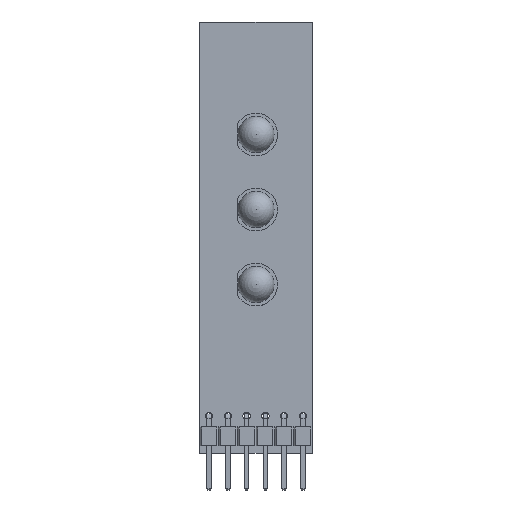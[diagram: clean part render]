
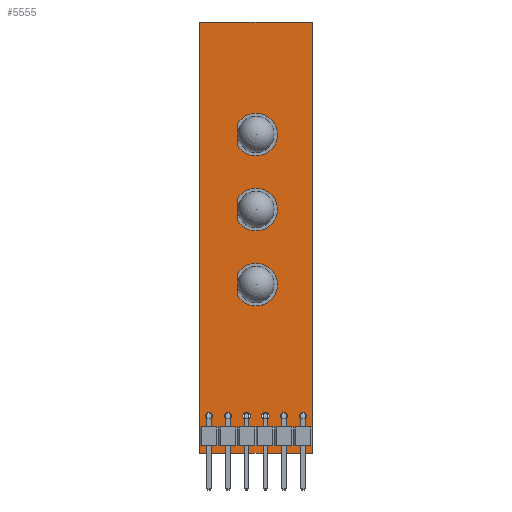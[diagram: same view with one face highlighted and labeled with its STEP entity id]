
A CAD part, top view. The second image highlights one B-rep face of the part: STEP entity #5555.
In plain terms, the highlighted planar face has unit normal (0, 0, 1).
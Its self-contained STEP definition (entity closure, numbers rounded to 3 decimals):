
#5311 = VERTEX_POINT('',#5312);
#5312 = CARTESIAN_POINT('',(15.24,0.,1.6));
#5318 = EDGE_CURVE('',#5311,#5319,#5321,.T.);
#5319 = VERTEX_POINT('',#5320);
#5320 = CARTESIAN_POINT('',(0.,0.,1.6));
#5321 = LINE('',#5322,#5323);
#5322 = CARTESIAN_POINT('',(15.24,0.,1.6));
#5323 = VECTOR('',#5324,1.);
#5324 = DIRECTION('',(-1.,0.,0.));
#5351 = VERTEX_POINT('',#5352);
#5352 = CARTESIAN_POINT('',(15.24,58.42,1.6));
#5358 = EDGE_CURVE('',#5351,#5311,#5359,.T.);
#5359 = LINE('',#5360,#5361);
#5360 = CARTESIAN_POINT('',(15.24,58.42,1.6));
#5361 = VECTOR('',#5362,1.);
#5362 = DIRECTION('',(0.,-1.,0.));
#5380 = EDGE_CURVE('',#5319,#5381,#5383,.T.);
#5381 = VERTEX_POINT('',#5382);
#5382 = CARTESIAN_POINT('',(0.,58.42,1.6));
#5383 = LINE('',#5384,#5385);
#5384 = CARTESIAN_POINT('',(0.,0.,1.6));
#5385 = VECTOR('',#5386,1.);
#5386 = DIRECTION('',(0.,1.,0.));
#5555 = ADVANCED_FACE('',(#5556,#5567,#5578,#5589,#5600,#5611,#5622,
    #5633,#5644,#5655,#5666,#5677,#5688),#5699,.T.);
#5556 = FACE_BOUND('',#5557,.T.);
#5557 = EDGE_LOOP('',(#5558,#5559,#5560,#5566));
#5558 = ORIENTED_EDGE('',*,*,#5318,.F.);
#5559 = ORIENTED_EDGE('',*,*,#5358,.F.);
#5560 = ORIENTED_EDGE('',*,*,#5561,.F.);
#5561 = EDGE_CURVE('',#5381,#5351,#5562,.T.);
#5562 = LINE('',#5563,#5564);
#5563 = CARTESIAN_POINT('',(0.,58.42,1.6));
#5564 = VECTOR('',#5565,1.);
#5565 = DIRECTION('',(1.,0.,0.));
#5566 = ORIENTED_EDGE('',*,*,#5380,.F.);
#5567 = FACE_BOUND('',#5568,.T.);
#5568 = EDGE_LOOP('',(#5569));
#5569 = ORIENTED_EDGE('',*,*,#5570,.T.);
#5570 = EDGE_CURVE('',#5571,#5571,#5573,.T.);
#5571 = VERTEX_POINT('',#5572);
#5572 = CARTESIAN_POINT('',(1.27,4.58,1.6));
#5573 = CIRCLE('',#5574,0.5);
#5574 = AXIS2_PLACEMENT_3D('',#5575,#5576,#5577);
#5575 = CARTESIAN_POINT('',(1.27,5.08,1.6));
#5576 = DIRECTION('',(-0.,0.,-1.));
#5577 = DIRECTION('',(-0.,-1.,0.));
#5578 = FACE_BOUND('',#5579,.T.);
#5579 = EDGE_LOOP('',(#5580));
#5580 = ORIENTED_EDGE('',*,*,#5581,.T.);
#5581 = EDGE_CURVE('',#5582,#5582,#5584,.T.);
#5582 = VERTEX_POINT('',#5583);
#5583 = CARTESIAN_POINT('',(3.81,4.58,1.6));
#5584 = CIRCLE('',#5585,0.5);
#5585 = AXIS2_PLACEMENT_3D('',#5586,#5587,#5588);
#5586 = CARTESIAN_POINT('',(3.81,5.08,1.6));
#5587 = DIRECTION('',(-0.,0.,-1.));
#5588 = DIRECTION('',(0.,-1.,-0.));
#5589 = FACE_BOUND('',#5590,.T.);
#5590 = EDGE_LOOP('',(#5591));
#5591 = ORIENTED_EDGE('',*,*,#5592,.T.);
#5592 = EDGE_CURVE('',#5593,#5593,#5595,.T.);
#5593 = VERTEX_POINT('',#5594);
#5594 = CARTESIAN_POINT('',(6.35,4.58,1.6));
#5595 = CIRCLE('',#5596,0.5);
#5596 = AXIS2_PLACEMENT_3D('',#5597,#5598,#5599);
#5597 = CARTESIAN_POINT('',(6.35,5.08,1.6));
#5598 = DIRECTION('',(-0.,0.,-1.));
#5599 = DIRECTION('',(-0.,-1.,0.));
#5600 = FACE_BOUND('',#5601,.T.);
#5601 = EDGE_LOOP('',(#5602));
#5602 = ORIENTED_EDGE('',*,*,#5603,.T.);
#5603 = EDGE_CURVE('',#5604,#5604,#5606,.T.);
#5604 = VERTEX_POINT('',#5605);
#5605 = CARTESIAN_POINT('',(6.35,22.41,1.6));
#5606 = CIRCLE('',#5607,0.45);
#5607 = AXIS2_PLACEMENT_3D('',#5608,#5609,#5610);
#5608 = CARTESIAN_POINT('',(6.35,22.86,1.6));
#5609 = DIRECTION('',(-0.,0.,-1.));
#5610 = DIRECTION('',(-0.,-1.,0.));
#5611 = FACE_BOUND('',#5612,.T.);
#5612 = EDGE_LOOP('',(#5613));
#5613 = ORIENTED_EDGE('',*,*,#5614,.T.);
#5614 = EDGE_CURVE('',#5615,#5615,#5617,.T.);
#5615 = VERTEX_POINT('',#5616);
#5616 = CARTESIAN_POINT('',(8.89,4.58,1.6));
#5617 = CIRCLE('',#5618,0.5);
#5618 = AXIS2_PLACEMENT_3D('',#5619,#5620,#5621);
#5619 = CARTESIAN_POINT('',(8.89,5.08,1.6));
#5620 = DIRECTION('',(-0.,0.,-1.));
#5621 = DIRECTION('',(-0.,-1.,0.));
#5622 = FACE_BOUND('',#5623,.T.);
#5623 = EDGE_LOOP('',(#5624));
#5624 = ORIENTED_EDGE('',*,*,#5625,.T.);
#5625 = EDGE_CURVE('',#5626,#5626,#5628,.T.);
#5626 = VERTEX_POINT('',#5627);
#5627 = CARTESIAN_POINT('',(11.43,4.58,1.6));
#5628 = CIRCLE('',#5629,0.5);
#5629 = AXIS2_PLACEMENT_3D('',#5630,#5631,#5632);
#5630 = CARTESIAN_POINT('',(11.43,5.08,1.6));
#5631 = DIRECTION('',(-0.,0.,-1.));
#5632 = DIRECTION('',(-0.,-1.,0.));
#5633 = FACE_BOUND('',#5634,.T.);
#5634 = EDGE_LOOP('',(#5635));
#5635 = ORIENTED_EDGE('',*,*,#5636,.T.);
#5636 = EDGE_CURVE('',#5637,#5637,#5639,.T.);
#5637 = VERTEX_POINT('',#5638);
#5638 = CARTESIAN_POINT('',(13.97,4.58,1.6));
#5639 = CIRCLE('',#5640,0.5);
#5640 = AXIS2_PLACEMENT_3D('',#5641,#5642,#5643);
#5641 = CARTESIAN_POINT('',(13.97,5.08,1.6));
#5642 = DIRECTION('',(-0.,0.,-1.));
#5643 = DIRECTION('',(-0.,-1.,0.));
#5644 = FACE_BOUND('',#5645,.T.);
#5645 = EDGE_LOOP('',(#5646));
#5646 = ORIENTED_EDGE('',*,*,#5647,.T.);
#5647 = EDGE_CURVE('',#5648,#5648,#5650,.T.);
#5648 = VERTEX_POINT('',#5649);
#5649 = CARTESIAN_POINT('',(8.89,22.41,1.6));
#5650 = CIRCLE('',#5651,0.45);
#5651 = AXIS2_PLACEMENT_3D('',#5652,#5653,#5654);
#5652 = CARTESIAN_POINT('',(8.89,22.86,1.6));
#5653 = DIRECTION('',(-0.,0.,-1.));
#5654 = DIRECTION('',(-0.,-1.,0.));
#5655 = FACE_BOUND('',#5656,.T.);
#5656 = EDGE_LOOP('',(#5657));
#5657 = ORIENTED_EDGE('',*,*,#5658,.T.);
#5658 = EDGE_CURVE('',#5659,#5659,#5661,.T.);
#5659 = VERTEX_POINT('',#5660);
#5660 = CARTESIAN_POINT('',(6.35,32.57,1.6));
#5661 = CIRCLE('',#5662,0.45);
#5662 = AXIS2_PLACEMENT_3D('',#5663,#5664,#5665);
#5663 = CARTESIAN_POINT('',(6.35,33.02,1.6));
#5664 = DIRECTION('',(-0.,0.,-1.));
#5665 = DIRECTION('',(-0.,-1.,0.));
#5666 = FACE_BOUND('',#5667,.T.);
#5667 = EDGE_LOOP('',(#5668));
#5668 = ORIENTED_EDGE('',*,*,#5669,.T.);
#5669 = EDGE_CURVE('',#5670,#5670,#5672,.T.);
#5670 = VERTEX_POINT('',#5671);
#5671 = CARTESIAN_POINT('',(6.35,42.73,1.6));
#5672 = CIRCLE('',#5673,0.45);
#5673 = AXIS2_PLACEMENT_3D('',#5674,#5675,#5676);
#5674 = CARTESIAN_POINT('',(6.35,43.18,1.6));
#5675 = DIRECTION('',(-0.,0.,-1.));
#5676 = DIRECTION('',(-0.,-1.,0.));
#5677 = FACE_BOUND('',#5678,.T.);
#5678 = EDGE_LOOP('',(#5679));
#5679 = ORIENTED_EDGE('',*,*,#5680,.T.);
#5680 = EDGE_CURVE('',#5681,#5681,#5683,.T.);
#5681 = VERTEX_POINT('',#5682);
#5682 = CARTESIAN_POINT('',(8.89,32.57,1.6));
#5683 = CIRCLE('',#5684,0.45);
#5684 = AXIS2_PLACEMENT_3D('',#5685,#5686,#5687);
#5685 = CARTESIAN_POINT('',(8.89,33.02,1.6));
#5686 = DIRECTION('',(-0.,0.,-1.));
#5687 = DIRECTION('',(-0.,-1.,0.));
#5688 = FACE_BOUND('',#5689,.T.);
#5689 = EDGE_LOOP('',(#5690));
#5690 = ORIENTED_EDGE('',*,*,#5691,.T.);
#5691 = EDGE_CURVE('',#5692,#5692,#5694,.T.);
#5692 = VERTEX_POINT('',#5693);
#5693 = CARTESIAN_POINT('',(8.89,42.73,1.6));
#5694 = CIRCLE('',#5695,0.45);
#5695 = AXIS2_PLACEMENT_3D('',#5696,#5697,#5698);
#5696 = CARTESIAN_POINT('',(8.89,43.18,1.6));
#5697 = DIRECTION('',(-0.,0.,-1.));
#5698 = DIRECTION('',(-0.,-1.,0.));
#5699 = PLANE('',#5700);
#5700 = AXIS2_PLACEMENT_3D('',#5701,#5702,#5703);
#5701 = CARTESIAN_POINT('',(0.,0.,1.6));
#5702 = DIRECTION('',(0.,0.,1.));
#5703 = DIRECTION('',(1.,0.,-0.));
